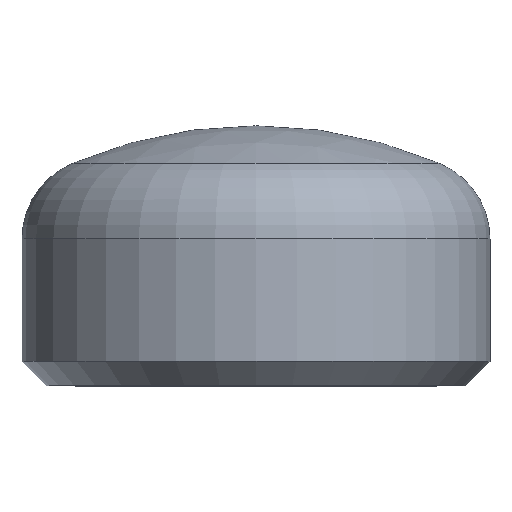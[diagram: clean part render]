
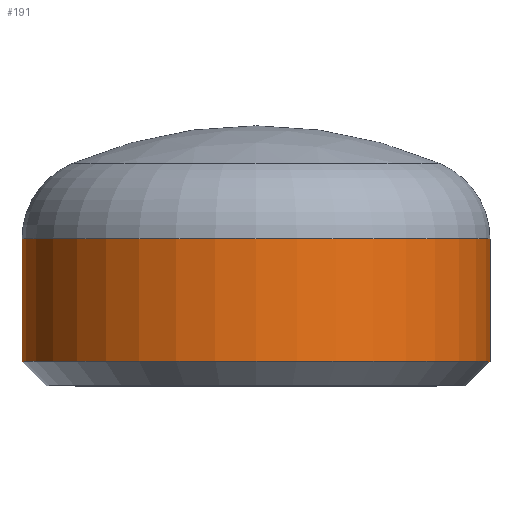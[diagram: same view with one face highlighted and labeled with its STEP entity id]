
A CAD part, top view. The second image highlights one B-rep face of the part: STEP entity #191.
In plain terms, the highlighted cylindrical face has radius 57.15 mm (diameter 114.3 mm), a partial arc.
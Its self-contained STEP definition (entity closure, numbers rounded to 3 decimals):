
#4 = CARTESIAN_POINT ( 'NONE',  ( 0., 5.92, 0. ) ) ;
#9 = LINE ( 'NONE', #355, #423 ) ;
#20 = AXIS2_PLACEMENT_3D ( 'NONE', #36, #432, #221 ) ;
#28 = CARTESIAN_POINT ( 'NONE',  ( -57.15, 5.92, 0. ) ) ;
#36 = CARTESIAN_POINT ( 'NONE',  ( 0., 2817.965, 0. ) ) ;
#42 = DIRECTION ( 'NONE',  ( 0., 1., 0. ) ) ;
#51 = VERTEX_POINT ( 'NONE', #28 ) ;
#52 = CARTESIAN_POINT ( 'NONE',  ( 57.15, 2817.965, 0. ) ) ;
#53 = VERTEX_POINT ( 'NONE', #69 ) ;
#55 = ORIENTED_EDGE ( 'NONE', *, *, #322, .T. ) ;
#60 = DIRECTION ( 'NONE',  ( -1., 0., 0. ) ) ;
#69 = CARTESIAN_POINT ( 'NONE',  ( -57.15, 35.847, 0. ) ) ;
#89 = LINE ( 'NONE', #52, #436 ) ;
#131 = EDGE_CURVE ( 'NONE', #51, #53, #9, .T. ) ;
#142 = DIRECTION ( 'NONE',  ( 1., 0., 0. ) ) ;
#191 = ADVANCED_FACE ( 'NONE', ( #252 ), #286, .T. ) ;
#213 = DIRECTION ( 'NONE',  ( 0., 1., 0. ) ) ;
#221 = DIRECTION ( 'NONE',  ( -1., 0., 0. ) ) ;
#233 = EDGE_CURVE ( 'NONE', #51, #297, #236, .T. ) ;
#236 = CIRCLE ( 'NONE', #455, 57.15 ) ;
#252 = FACE_OUTER_BOUND ( 'NONE', #367, .T. ) ;
#262 = CARTESIAN_POINT ( 'NONE',  ( 57.15, 35.847, 0. ) ) ;
#263 = ORIENTED_EDGE ( 'NONE', *, *, #131, .F. ) ;
#268 = ORIENTED_EDGE ( 'NONE', *, *, #233, .T. ) ;
#269 = CARTESIAN_POINT ( 'NONE',  ( 0., 35.847, 0. ) ) ;
#286 = CYLINDRICAL_SURFACE ( 'NONE', #20, 57.15 ) ;
#295 = CIRCLE ( 'NONE', #346, 57.15 ) ;
#297 = VERTEX_POINT ( 'NONE', #336 ) ;
#322 = EDGE_CURVE ( 'NONE', #297, #380, #89, .T. ) ;
#329 = DIRECTION ( 'NONE',  ( 0., 1., 0. ) ) ;
#336 = CARTESIAN_POINT ( 'NONE',  ( 57.15, 5.92, 0. ) ) ;
#346 = AXIS2_PLACEMENT_3D ( 'NONE', #269, #381, #60 ) ;
#355 = CARTESIAN_POINT ( 'NONE',  ( -57.15, 2817.965, 0. ) ) ;
#367 = EDGE_LOOP ( 'NONE', ( #268, #55, #420, #263 ) ) ;
#380 = VERTEX_POINT ( 'NONE', #262 ) ;
#381 = DIRECTION ( 'NONE',  ( 0., 1., 0. ) ) ;
#420 = ORIENTED_EDGE ( 'NONE', *, *, #448, .F. ) ;
#423 = VECTOR ( 'NONE', #213, 1000. ) ;
#432 = DIRECTION ( 'NONE',  ( 0., 1., 0. ) ) ;
#436 = VECTOR ( 'NONE', #329, 1000. ) ;
#448 = EDGE_CURVE ( 'NONE', #53, #380, #295, .T. ) ;
#455 = AXIS2_PLACEMENT_3D ( 'NONE', #4, #42, #142 ) ;
